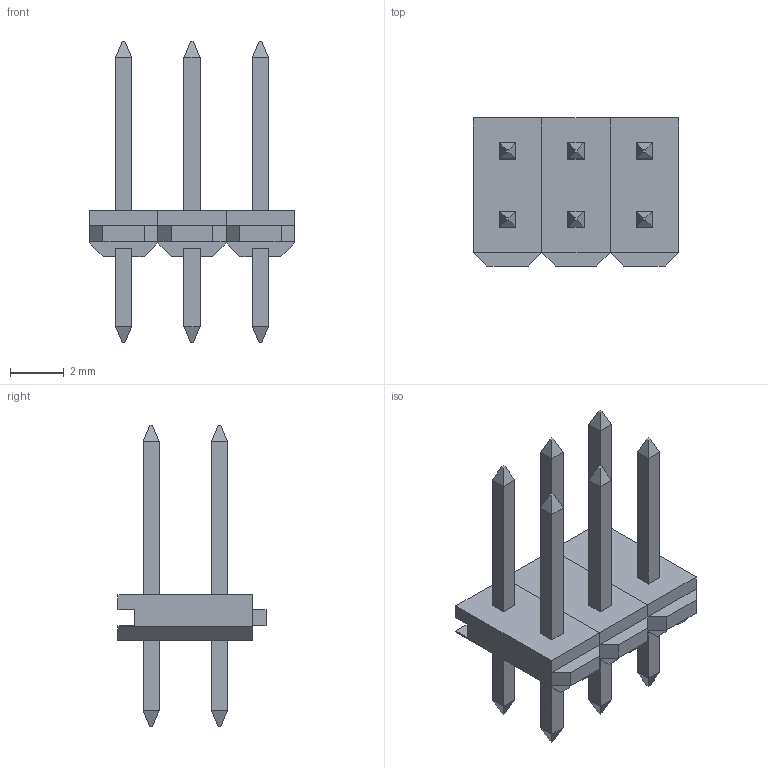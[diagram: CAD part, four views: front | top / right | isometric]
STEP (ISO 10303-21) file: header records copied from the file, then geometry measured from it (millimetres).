
FILE_DESCRIPTION((''),'2;1');
FILE_NAME('COMATEL_389.0358.1.06.400.stp','2010-09-21T11:09:41',(''),(''),'Mechanical Desktop 2010','Mechanical Desktop 2010',', , ');
FILE_SCHEMA(('AUTOMOTIVE_DESIGN { 1 2 10303 214 1 1 1 1 }'));
Length unit declared in the file: millimetre
Products named in the file (1): Product
Bounding box: 7.62 x 5.5 x 11.2 mm (x, y, z)
Volume: 76.9 mm3; surface area: 312.9 mm2
Topology: 18 solids, 18 shells, 186 faces, 402 edges, 252 vertices
Faces by surface type: plane 186
Entity records: 4917 total; most frequent: CARTESIAN_POINT 841, ORIENTED_EDGE 804, DIRECTION 776, VECTOR 402, LINE 402, EDGE_CURVE 402, VERTEX_POINT 252, AXIS2_PLACEMENT_3D 187
